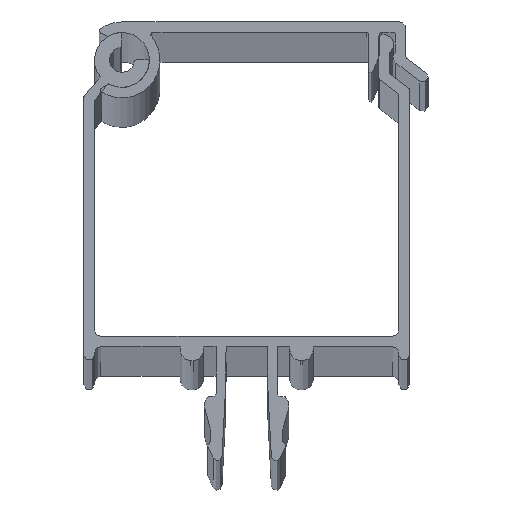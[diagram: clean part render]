
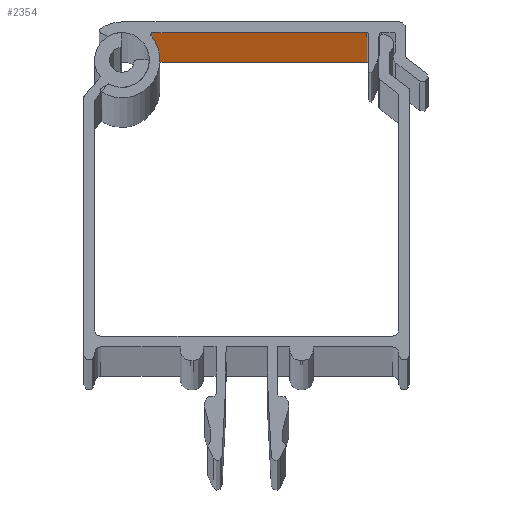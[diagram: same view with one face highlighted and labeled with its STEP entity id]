
A CAD part, top view. The second image highlights one B-rep face of the part: STEP entity #2354.
In plain terms, the highlighted planar face has unit normal (0, -1, 0).
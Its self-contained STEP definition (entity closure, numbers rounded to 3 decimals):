
#97 = VERTEX_POINT ( 'NONE', #4168 ) ;
#146 = VECTOR ( 'NONE', #2617, 1000. ) ;
#158 = LINE ( 'NONE', #1838, #146 ) ;
#200 = VERTEX_POINT ( 'NONE', #2835 ) ;
#225 = CARTESIAN_POINT ( 'NONE',  ( -11.103, 38.871, 0. ) ) ;
#239 = LINE ( 'NONE', #5294, #1337 ) ;
#383 = EDGE_CURVE ( 'NONE', #97, #4553, #239, .T. ) ;
#516 = CARTESIAN_POINT ( 'NONE',  ( -14.784, 38.871, 0. ) ) ;
#570 = FACE_OUTER_BOUND ( 'NONE', #3210, .T. ) ;
#606 = VERTEX_POINT ( 'NONE', #1161 ) ;
#708 = CARTESIAN_POINT ( 'NONE',  ( -14.784, 38.871, -2000. ) ) ;
#795 = AXIS2_PLACEMENT_3D ( 'NONE', #516, #5126, #5042 ) ;
#877 = DIRECTION ( 'NONE',  ( 0., 0., -1. ) ) ;
#1161 = CARTESIAN_POINT ( 'NONE',  ( -11.103, 38.871, -2000. ) ) ;
#1166 = LINE ( 'NONE', #708, #1374 ) ;
#1169 = DIRECTION ( 'NONE',  ( -1., 0., 0. ) ) ;
#1283 = VECTOR ( 'NONE', #877, 1000. ) ;
#1285 = LINE ( 'NONE', #3250, #1283 ) ;
#1337 = VECTOR ( 'NONE', #1169, 1000. ) ;
#1374 = VECTOR ( 'NONE', #2046, 1000. ) ;
#1819 = ORIENTED_EDGE ( 'NONE', *, *, #4031, .F. ) ;
#1838 = CARTESIAN_POINT ( 'NONE',  ( -11.103, 38.871, 0. ) ) ;
#2046 = DIRECTION ( 'NONE',  ( -1., 0., 0. ) ) ;
#2354 = ADVANCED_FACE ( 'NONE', ( #570 ), #3888, .T. ) ;
#2617 = DIRECTION ( 'NONE',  ( 0., 0., -1. ) ) ;
#2729 = EDGE_CURVE ( 'NONE', #97, #200, #1285, .T. ) ;
#2835 = CARTESIAN_POINT ( 'NONE',  ( 14.221, 38.871, -2000. ) ) ;
#3053 = ORIENTED_EDGE ( 'NONE', *, *, #4229, .T. ) ;
#3210 = EDGE_LOOP ( 'NONE', ( #3324, #3053, #1819, #4672 ) ) ;
#3250 = CARTESIAN_POINT ( 'NONE',  ( 14.221, 38.871, 0. ) ) ;
#3324 = ORIENTED_EDGE ( 'NONE', *, *, #383, .T. ) ;
#3888 = PLANE ( 'NONE',  #795 ) ;
#4031 = EDGE_CURVE ( 'NONE', #200, #606, #1166, .T. ) ;
#4168 = CARTESIAN_POINT ( 'NONE',  ( 14.221, 38.871, 0. ) ) ;
#4229 = EDGE_CURVE ( 'NONE', #4553, #606, #158, .T. ) ;
#4553 = VERTEX_POINT ( 'NONE', #225 ) ;
#4672 = ORIENTED_EDGE ( 'NONE', *, *, #2729, .F. ) ;
#5042 = DIRECTION ( 'NONE',  ( 1., 0., 0. ) ) ;
#5126 = DIRECTION ( 'NONE',  ( 0., -1., 0. ) ) ;
#5294 = CARTESIAN_POINT ( 'NONE',  ( -14.784, 38.871, 0. ) ) ;
